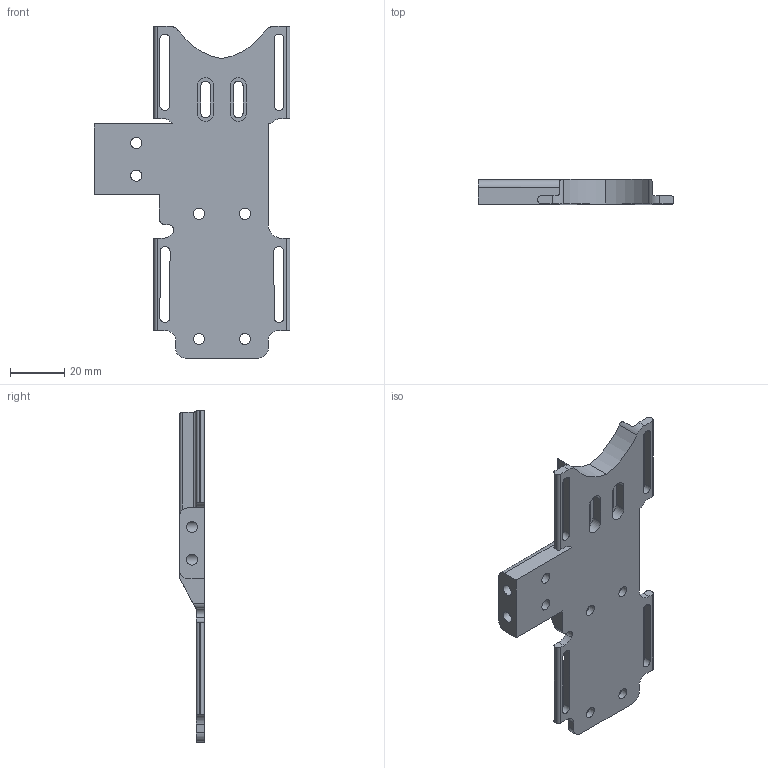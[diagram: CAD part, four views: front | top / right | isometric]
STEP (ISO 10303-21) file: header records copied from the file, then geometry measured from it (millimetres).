
FILE_DESCRIPTION(/* description */ (''),/* implementation_level */ '2;1');
FILE_NAME(/* name */ 'fullwrist v22.step',/* time_stamp */ '2020-12-14T21:04:52-08:00',/* author */ (''),/* organization */ (''),/* preprocessor_version */ 'ST-DEVELOPER v18.1',/* originating_system */ 'Autodesk Translation Framework v9.7.1.1290',/* authorisation */ '');
FILE_SCHEMA (('AUTOMOTIVE_DESIGN { 1 0 10303 214 3 1 1 }'));
Length unit declared in the file: millimetre
Products named in the file (1): fullwrist
Bounding box: 72 x 9 x 122 mm (x, y, z)
Volume: 29638.6 mm3; surface area: 15185 mm2
Topology: 1 solids, 1 shells, 120 faces, 333 edges, 219 vertices
Faces by surface type: cylinder 58, plane 55, cone 4, torus 2, bspline 1
Full cylindrical faces by diameter (mm): 4.14 x10
Entity records: 4063 total; most frequent: CARTESIAN_POINT 811, DIRECTION 682, ORIENTED_EDGE 666, EDGE_CURVE 333, AXIS2_PLACEMENT_3D 244, VERTEX_POINT 219, LINE 194, VECTOR 194
